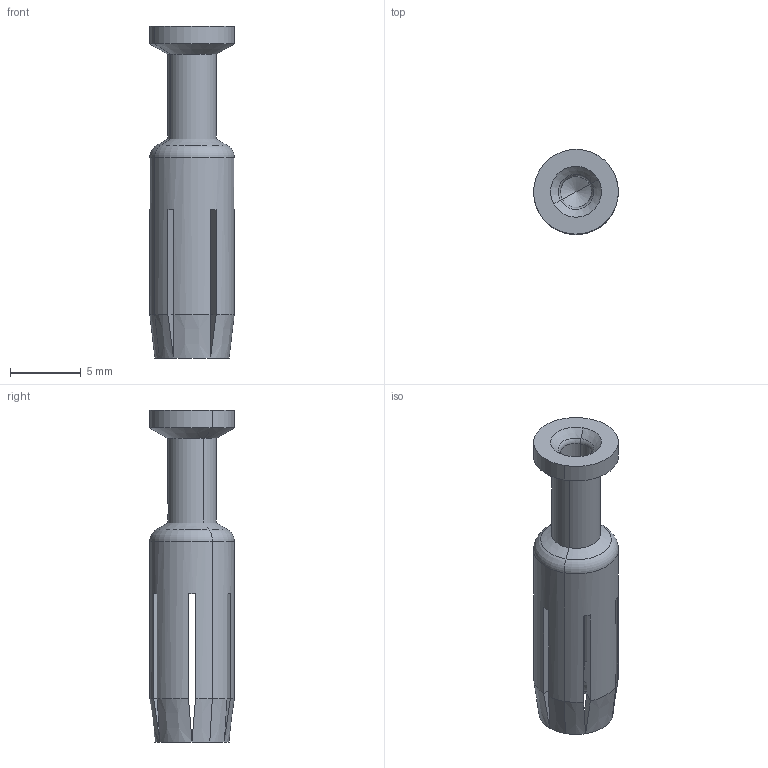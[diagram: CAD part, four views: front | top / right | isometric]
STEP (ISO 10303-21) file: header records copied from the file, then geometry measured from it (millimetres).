
FILE_DESCRIPTION(('CATIA V5 STEP','CAx-IF Rec.Pracs.--- Model Styling and Organization---1.2---2011-12-15'),'2;1');
FILE_NAME ('13188979_2', '2018-06-26T09:17:28+00:00', ('none'), ('Weidmueller'), 'CATIA Version 5-6 Release 2014 SP4 HF52', 'CATIA V5 STEP AP214', 'none');
FILE_SCHEMA(('AUTOMOTIVE_DESIGN { 1 0 10303 214 1 1 1 1 }'));
Length unit declared in the file: millimetre
Products named in the file (1): 1002960000
Bounding box: 6 x 6 x 23.5 mm (x, y, z)
Volume: 307.6 mm3; surface area: 717.9 mm2
Topology: 1 solids, 1 shells, 97 faces, 246 edges, 142 vertices
Faces by surface type: cone 42, plane 31, cylinder 12, torus 12
Entity records: 2703 total; most frequent: CARTESIAN_POINT 751, ORIENTED_EDGE 484, DIRECTION 258, EDGE_CURVE 242, VERTEX_POINT 142, AXIS2_PLACEMENT_3D 135, EDGE_LOOP 100, ADVANCED_FACE 97
